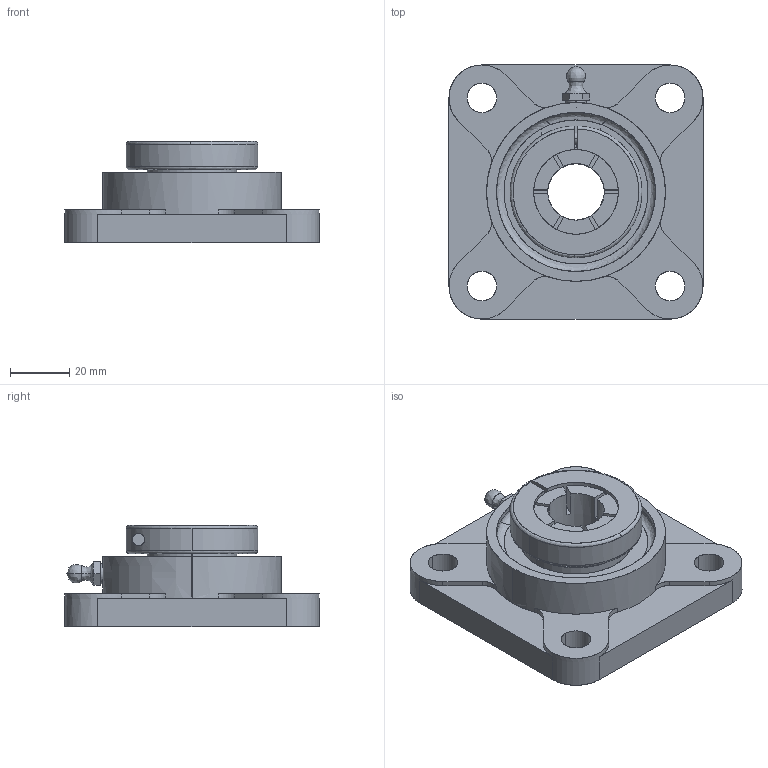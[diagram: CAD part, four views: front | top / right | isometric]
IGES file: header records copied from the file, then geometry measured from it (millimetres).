
Start section: SolidWorks IGES file using analytic representation for surfaces
Global section: file name: SFDEFAU1106940527702.igs; native system: SolidWorks 2009; preprocessor: SolidWorks 2009; author: partstream; date: 081106.094057; units: inch
Bounding box: 85.72 x 85.72 x 34.13 mm (x, y, z)
Surface area: 28647.4 mm2 (no closed solid volume)
Topology: 0 solids, 0 shells, 178 faces, 2775 edges, 2786 vertices
Faces by surface type: bspline 115, revolution 63
